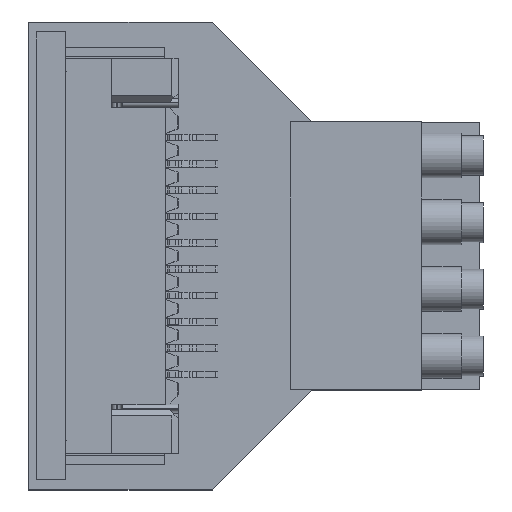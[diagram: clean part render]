
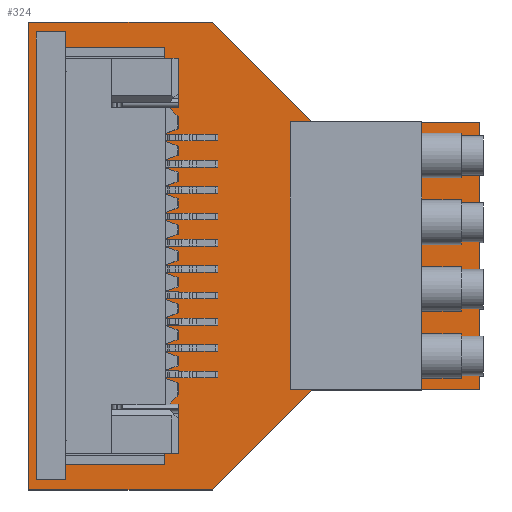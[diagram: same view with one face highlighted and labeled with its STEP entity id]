
A CAD part, top view. The second image highlights one B-rep face of the part: STEP entity #324.
In plain terms, the highlighted planar face has unit normal (0, 0, 1).
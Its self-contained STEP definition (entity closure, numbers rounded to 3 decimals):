
#81 = VERTEX_POINT('',#82);
#82 = CARTESIAN_POINT('',(137.795,-102.235,0.));
#99 = VERTEX_POINT('',#100);
#100 = CARTESIAN_POINT('',(130.81,-102.235,0.));
#106 = EDGE_CURVE('',#81,#99,#107,.T.);
#107 = LINE('',#108,#109);
#108 = CARTESIAN_POINT('',(137.795,-102.235,0.));
#109 = VECTOR('',#110,1.);
#110 = DIRECTION('',(-1.,0.,0.));
#121 = VERTEX_POINT('',#122);
#122 = CARTESIAN_POINT('',(130.81,-120.015,0.));
#137 = EDGE_CURVE('',#121,#99,#138,.T.);
#138 = LINE('',#139,#140);
#139 = CARTESIAN_POINT('',(130.81,-120.015,0.));
#140 = VECTOR('',#141,1.);
#141 = DIRECTION('',(0.,1.,0.));
#152 = VERTEX_POINT('',#153);
#153 = CARTESIAN_POINT('',(137.795,-120.015,0.));
#168 = EDGE_CURVE('',#152,#121,#169,.T.);
#169 = LINE('',#170,#171);
#170 = CARTESIAN_POINT('',(137.795,-120.015,0.));
#171 = VECTOR('',#172,1.);
#172 = DIRECTION('',(-1.,0.,0.));
#183 = VERTEX_POINT('',#184);
#184 = CARTESIAN_POINT('',(141.605,-116.205,0.));
#199 = EDGE_CURVE('',#183,#152,#200,.T.);
#200 = LINE('',#201,#202);
#201 = CARTESIAN_POINT('',(141.605,-116.205,0.));
#202 = VECTOR('',#203,1.);
#203 = DIRECTION('',(-0.707,-0.707,0.));
#214 = VERTEX_POINT('',#215);
#215 = CARTESIAN_POINT('',(147.955,-116.205,0.));
#230 = EDGE_CURVE('',#214,#183,#231,.T.);
#231 = LINE('',#232,#233);
#232 = CARTESIAN_POINT('',(147.955,-116.205,0.));
#233 = VECTOR('',#234,1.);
#234 = DIRECTION('',(-1.,0.,0.));
#245 = VERTEX_POINT('',#246);
#246 = CARTESIAN_POINT('',(147.955,-106.045,0.));
#261 = EDGE_CURVE('',#245,#214,#262,.T.);
#262 = LINE('',#263,#264);
#263 = CARTESIAN_POINT('',(147.955,-106.045,0.));
#264 = VECTOR('',#265,1.);
#265 = DIRECTION('',(0.,-1.,0.));
#285 = VERTEX_POINT('',#286);
#286 = CARTESIAN_POINT('',(141.605,-106.045,0.));
#292 = EDGE_CURVE('',#245,#285,#293,.T.);
#293 = LINE('',#294,#295);
#294 = CARTESIAN_POINT('',(147.955,-106.045,0.));
#295 = VECTOR('',#296,1.);
#296 = DIRECTION('',(-1.,0.,0.));
#314 = EDGE_CURVE('',#285,#81,#315,.T.);
#315 = LINE('',#316,#317);
#316 = CARTESIAN_POINT('',(141.605,-106.045,0.));
#317 = VECTOR('',#318,1.);
#318 = DIRECTION('',(-0.707,0.707,0.));
#324 = ADVANCED_FACE('',(#325),#335,.T.);
#325 = FACE_BOUND('',#326,.T.);
#326 = EDGE_LOOP('',(#327,#328,#329,#330,#331,#332,#333,#334));
#327 = ORIENTED_EDGE('',*,*,#106,.T.);
#328 = ORIENTED_EDGE('',*,*,#137,.F.);
#329 = ORIENTED_EDGE('',*,*,#168,.F.);
#330 = ORIENTED_EDGE('',*,*,#199,.F.);
#331 = ORIENTED_EDGE('',*,*,#230,.F.);
#332 = ORIENTED_EDGE('',*,*,#261,.F.);
#333 = ORIENTED_EDGE('',*,*,#292,.T.);
#334 = ORIENTED_EDGE('',*,*,#314,.T.);
#335 = PLANE('',#336);
#336 = AXIS2_PLACEMENT_3D('',#337,#338,#339);
#337 = CARTESIAN_POINT('',(138.399,-111.125,0.));
#338 = DIRECTION('',(0.,0.,1.));
#339 = DIRECTION('',(1.,0.,0.));
